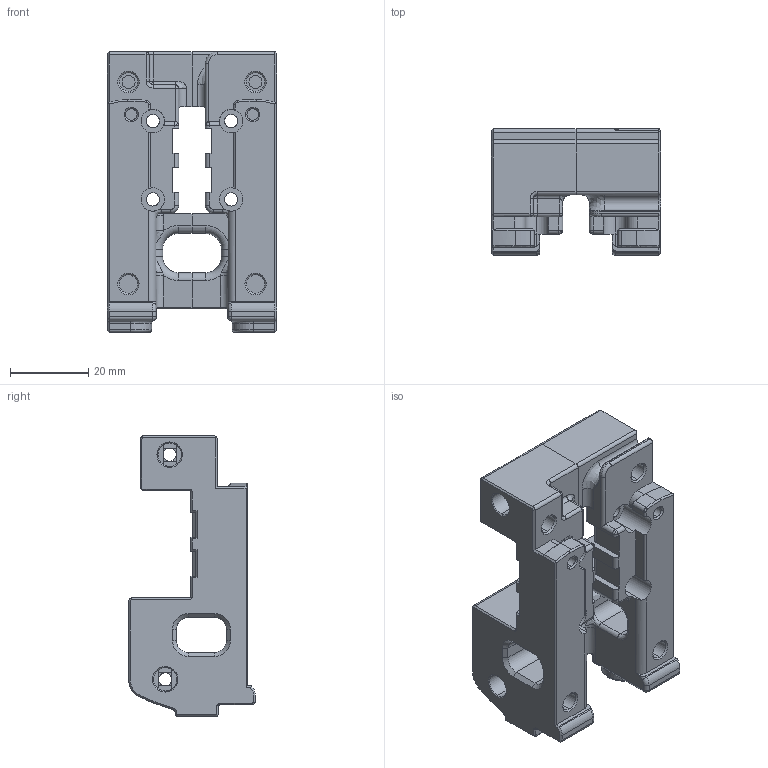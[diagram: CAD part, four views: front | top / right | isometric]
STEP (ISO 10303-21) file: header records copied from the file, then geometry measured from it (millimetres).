
FILE_DESCRIPTION (( 'STEP AP214' ), '1' );
FILE_NAME ('beacon_sb_xcarriage.STEP', '2024-02-05T17:42:30', ( '' ), ( '' ), 'SwSTEP 2.0', 'SolidWorks 2022', '' );
FILE_SCHEMA (( 'AUTOMOTIVE_DESIGN' ));
Length unit declared in the file: millimetre
Products named in the file (1): beacon_sb_xcarriage
Bounding box: 43.2 x 32.4 x 71.7 mm (x, y, z)
Volume: 39976.7 mm3; surface area: 17892.4 mm2
Topology: 2 solids, 2 shells, 881 faces, 2292 edges, 1391 vertices
Faces by surface type: plane 405, cylinder 247, bspline 113, cone 69, torus 43, sphere 4
Entity records: 30815 total; most frequent: CARTESIAN_POINT 9948, ORIENTED_EDGE 4532, DIRECTION 4177, EDGE_CURVE 2266, AXIS2_PLACEMENT_3D 1444, VERTEX_POINT 1391, LINE 1289, VECTOR 1289
